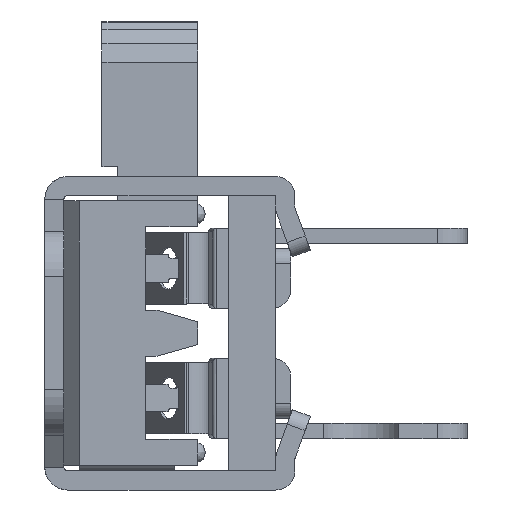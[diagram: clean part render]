
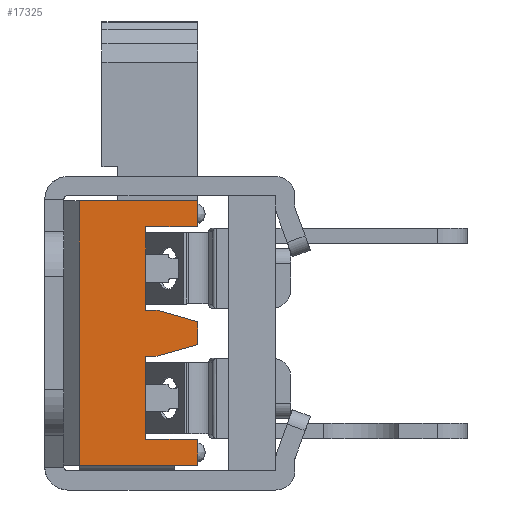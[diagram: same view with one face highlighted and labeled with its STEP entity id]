
A CAD part, left-side view. The second image highlights one B-rep face of the part: STEP entity #17325.
In plain terms, the highlighted planar face has unit normal (-1, 0, 0).
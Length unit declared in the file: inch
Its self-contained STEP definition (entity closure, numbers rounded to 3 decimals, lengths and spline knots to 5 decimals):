
#1115=FACE_OUTER_BOUND('',#1991,.T.);
#1991=EDGE_LOOP('',(#14953,#14954,#14955,#14956,#14957,#14958,#14959,#14960,
#14961,#14962,#14963,#14964,#14965,#14966));
#4271=LINE('',#27630,#6164);
#4274=LINE('',#27638,#6167);
#4288=LINE('',#27818,#6181);
#4290=LINE('',#27822,#6183);
#4301=LINE('',#27844,#6194);
#4304=LINE('',#27850,#6197);
#4308=LINE('',#27857,#6201);
#4310=LINE('',#27862,#6203);
#4314=LINE('',#27869,#6207);
#4317=LINE('',#27875,#6210);
#4322=LINE('',#27883,#6215);
#4323=LINE('',#27886,#6216);
#4372=LINE('',#27987,#6265);
#4373=LINE('',#27989,#6266);
#6164=VECTOR('',#22697,0.3937);
#6167=VECTOR('',#22704,0.3937);
#6181=VECTOR('',#22794,0.3937);
#6183=VECTOR('',#22798,0.3937);
#6194=VECTOR('',#22813,0.3937);
#6197=VECTOR('',#22818,0.3937);
#6201=VECTOR('',#22824,0.3937);
#6203=VECTOR('',#22828,0.3937);
#6207=VECTOR('',#22834,0.3937);
#6210=VECTOR('',#22839,0.3937);
#6215=VECTOR('',#22848,0.3937);
#6216=VECTOR('',#22851,0.3937);
#6265=VECTOR('',#22944,0.3937);
#6266=VECTOR('',#22947,0.3937);
#7792=VERTEX_POINT('',#27627);
#7793=VERTEX_POINT('',#27629);
#7795=VERTEX_POINT('',#27635);
#7796=VERTEX_POINT('',#27637);
#7815=VERTEX_POINT('',#27815);
#7816=VERTEX_POINT('',#27817);
#7817=VERTEX_POINT('',#27821);
#7826=VERTEX_POINT('',#27843);
#7828=VERTEX_POINT('',#27849);
#7830=VERTEX_POINT('',#27855);
#7832=VERTEX_POINT('',#27861);
#7834=VERTEX_POINT('',#27867);
#7836=VERTEX_POINT('',#27873);
#7838=VERTEX_POINT('',#27885);
#10123=EDGE_CURVE('',#7793,#7792,#4271,.T.);
#10127=EDGE_CURVE('',#7796,#7795,#4274,.T.);
#10161=EDGE_CURVE('',#7815,#7816,#4288,.T.);
#10163=EDGE_CURVE('',#7817,#7816,#4290,.T.);
#10174=EDGE_CURVE('',#7826,#7796,#4301,.T.);
#10177=EDGE_CURVE('',#7828,#7826,#4304,.T.);
#10181=EDGE_CURVE('',#7795,#7830,#4308,.T.);
#10183=EDGE_CURVE('',#7832,#7793,#4310,.T.);
#10187=EDGE_CURVE('',#7792,#7834,#4314,.T.);
#10190=EDGE_CURVE('',#7834,#7836,#4317,.T.);
#10195=EDGE_CURVE('',#7828,#7836,#4322,.T.);
#10196=EDGE_CURVE('',#7832,#7838,#4323,.T.);
#10247=EDGE_CURVE('',#7815,#7838,#4372,.T.);
#10248=EDGE_CURVE('',#7817,#7830,#4373,.T.);
#14953=ORIENTED_EDGE('',*,*,#10161,.F.);
#14954=ORIENTED_EDGE('',*,*,#10247,.T.);
#14955=ORIENTED_EDGE('',*,*,#10196,.F.);
#14956=ORIENTED_EDGE('',*,*,#10183,.T.);
#14957=ORIENTED_EDGE('',*,*,#10123,.T.);
#14958=ORIENTED_EDGE('',*,*,#10187,.T.);
#14959=ORIENTED_EDGE('',*,*,#10190,.T.);
#14960=ORIENTED_EDGE('',*,*,#10195,.F.);
#14961=ORIENTED_EDGE('',*,*,#10177,.T.);
#14962=ORIENTED_EDGE('',*,*,#10174,.T.);
#14963=ORIENTED_EDGE('',*,*,#10127,.T.);
#14964=ORIENTED_EDGE('',*,*,#10181,.T.);
#14965=ORIENTED_EDGE('',*,*,#10248,.F.);
#14966=ORIENTED_EDGE('',*,*,#10163,.T.);
#15770=PLANE('',#18618);
#17325=ADVANCED_FACE('',(#1115),#15770,.T.);
#18618=AXIS2_PLACEMENT_3D('',#27990,#22948,#22949);
#22697=DIRECTION('',(0.,0.,1.));
#22704=DIRECTION('',(0.,0.,1.));
#22794=DIRECTION('',(0.,0.,1.));
#22798=DIRECTION('',(0.,1.,0.));
#22813=DIRECTION('',(0.,1.,0.));
#22818=DIRECTION('',(0.,0.962,0.272));
#22824=DIRECTION('',(0.,-1.,0.));
#22828=DIRECTION('',(0.,1.,0.));
#22834=DIRECTION('',(0.,-1.,0.));
#22839=DIRECTION('',(0.,-0.962,0.272));
#22848=DIRECTION('',(0.,0.,-1.));
#22851=DIRECTION('',(0.,0.,-1.));
#22944=DIRECTION('',(0.,-1.,0.));
#22947=DIRECTION('',(0.,0.,-1.));
#22948=DIRECTION('center_axis',(-1.,0.,0.));
#22949=DIRECTION('ref_axis',(0.,0.,
1.));
#27627=CARTESIAN_POINT('',(0.22867,0.25264,-0.0741));
#27629=CARTESIAN_POINT('',(0.22867,0.25264,-0.1831));
#27630=CARTESIAN_POINT('',(0.22867,0.25264,-0.0591));
#27635=CARTESIAN_POINT('',(0.22867,0.25264,0.0949));
#27637=CARTESIAN_POINT('',(0.22867,0.25264,-0.0141));
#27638=CARTESIAN_POINT('',(0.22867,0.25264,0.0254));
#27815=CARTESIAN_POINT('',(0.22867,0.33964,-0.2171));
#27817=CARTESIAN_POINT('',(0.22867,0.33964,0.1289));
#27818=CARTESIAN_POINT('',(0.22867,0.33964,-0.0441));
#27821=CARTESIAN_POINT('',(0.22867,0.18464,0.1289));
#27822=CARTESIAN_POINT('',(0.22867,0.18464,0.1289));
#27843=CARTESIAN_POINT('',(0.22867,0.23764,-0.0141));
#27844=CARTESIAN_POINT('',(0.22867,0.21864,-0.0141));
#27849=CARTESIAN_POINT('',(0.22867,0.18464,-0.0291));
#27850=CARTESIAN_POINT('',(0.22867,0.20917,-0.02215));
#27855=CARTESIAN_POINT('',(0.22867,0.18464,0.0949));
#27857=CARTESIAN_POINT('',(0.22867,0.18464,0.0949));
#27861=CARTESIAN_POINT('',(0.22867,0.18464,-0.1831));
#27862=CARTESIAN_POINT('',(0.22867,0.21864,-0.1831));
#27867=CARTESIAN_POINT('',(0.22867,0.23764,-0.0741));
#27869=CARTESIAN_POINT('',(0.22867,0.21114,-0.0741));
#27873=CARTESIAN_POINT('',(0.22867,0.18464,-0.0591));
#27875=CARTESIAN_POINT('',(0.22867,0.18267,-0.05854));
#27883=CARTESIAN_POINT('',(0.22867,0.18464,-0.0441));
#27885=CARTESIAN_POINT('',(0.22867,0.18464,-0.2171));
#27886=CARTESIAN_POINT('',(0.22867,0.18464,-0.0441));
#27987=CARTESIAN_POINT('',(0.22867,0.18464,-0.2171));
#27989=CARTESIAN_POINT('',(0.22867,0.18464,-0.0441));
#27990=CARTESIAN_POINT('Origin',(0.22867,0.18464,-0.0441));
